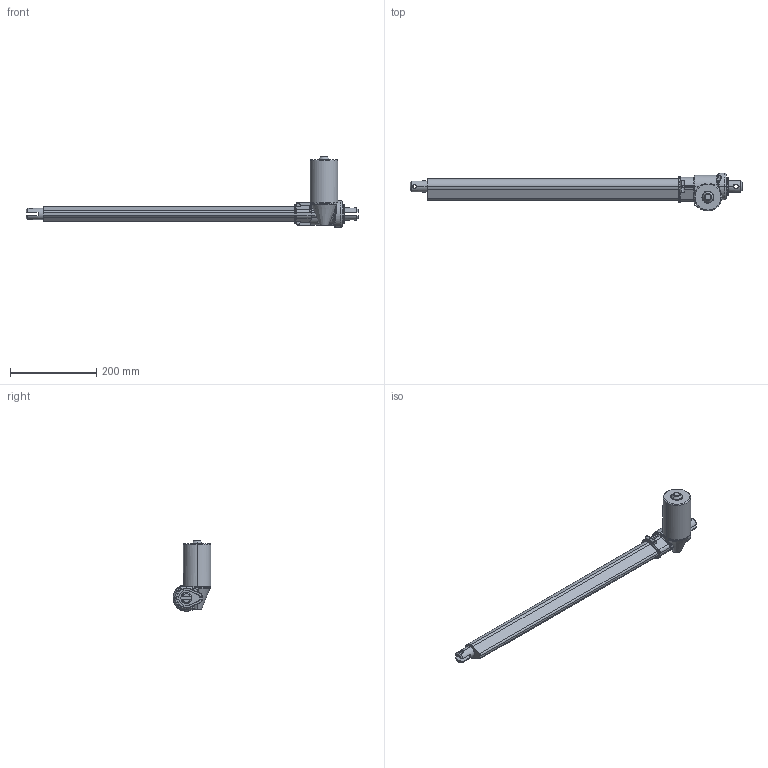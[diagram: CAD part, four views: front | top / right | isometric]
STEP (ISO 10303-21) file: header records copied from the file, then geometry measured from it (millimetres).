
FILE_DESCRIPTION (( 'STEP AP203' ), '1' );
FILE_NAME ('3D_TA13-745.STEP', '2014-03-04T03:09:25', ( '' ), ( '' ), 'SwSTEP 2.0', 'SolidWorks 2010', '' );
FILE_SCHEMA (( 'CONFIG_CONTROL_DESIGN' ));
Length unit declared in the file: millimetre
Products named in the file (1): 3D_TA13-745
Bounding box: 770 x 88 x 164 mm (x, y, z)
Volume: 1374488.4 mm3; surface area: 145353 mm2
Topology: 2 solids, 2 shells, 296 faces, 753 edges, 465 vertices
Faces by surface type: cylinder 95, plane 83, torus 54, cone 34, bspline 30
Entity records: 13173 total; most frequent: CARTESIAN_POINT 6196, ORIENTED_EDGE 1506, DIRECTION 1402, EDGE_CURVE 753, AXIS2_PLACEMENT_3D 572, VERTEX_POINT 465, EDGE_LOOP 308, CIRCLE 305
